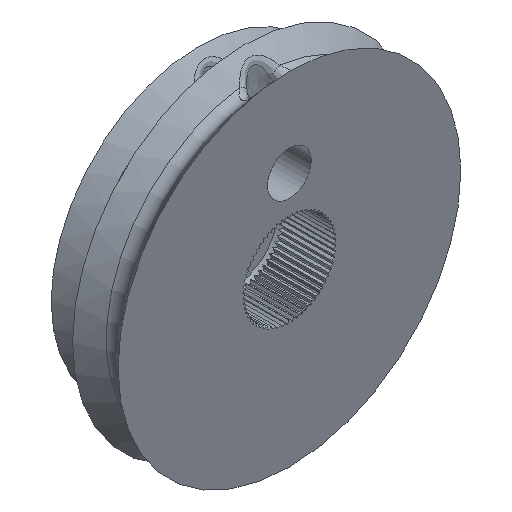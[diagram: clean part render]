
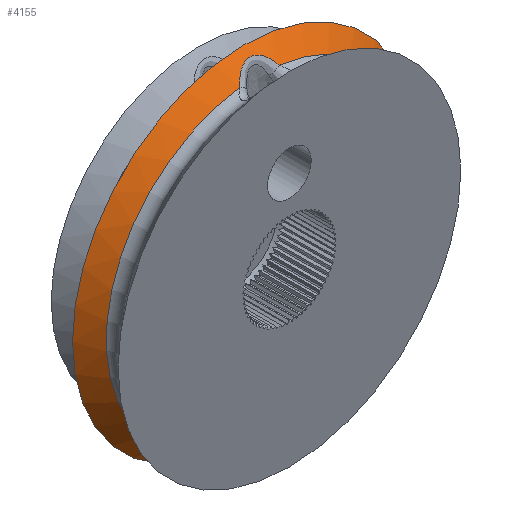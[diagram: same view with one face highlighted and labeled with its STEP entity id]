
A CAD part, isometric view. The second image highlights one B-rep face of the part: STEP entity #4155.
In plain terms, the highlighted conical face has half-angle 49.399 degrees and reference radius 8.561 mm.
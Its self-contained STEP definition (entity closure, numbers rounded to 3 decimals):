
#220=CONICAL_SURFACE('',#4396,8.561,0.862);
#226=LINE('',#6180,#566);
#566=VECTOR('',#4754,8.561);
#910=FACE_OUTER_BOUND('',#1138,.T.);
#1138=EDGE_LOOP('',(#2821,#2822,#2823,#2824,#2825,#2826));
#1378=B_SPLINE_CURVE_WITH_KNOTS('',3,(#6045,#6046,#6047,#6048,#6049,#6050,
#6051,#6052,#6053),.UNSPECIFIED.,.F.,.F.,(4,1,1,1,1,1,4),(-0.269,
-0.221,-0.192,-0.154,-0.115,
-0.077,0.),.UNSPECIFIED.);
#1551=CIRCLE('',#4397,8.082);
#1552=CIRCLE('',#4398,9.039);
#1553=CIRCLE('',#4399,8.082);
#1694=VERTEX_POINT('',#5830);
#1702=VERTEX_POINT('',#5980);
#1704=VERTEX_POINT('',#6177);
#1705=VERTEX_POINT('',#6179);
#2144=EDGE_CURVE('',#1694,#1702,#1378,.T.);
#2148=EDGE_CURVE('',#1694,#1704,#1551,.T.);
#2149=EDGE_CURVE('',#1704,#1705,#226,.T.);
#2150=EDGE_CURVE('',#1705,#1705,#1552,.T.);
#2151=EDGE_CURVE('',#1704,#1702,#1553,.T.);
#2821=ORIENTED_EDGE('',*,*,#2144,.F.);
#2822=ORIENTED_EDGE('',*,*,#2148,.T.);
#2823=ORIENTED_EDGE('',*,*,#2149,.T.);
#2824=ORIENTED_EDGE('',*,*,#2150,.F.);
#2825=ORIENTED_EDGE('',*,*,#2149,.F.);
#2826=ORIENTED_EDGE('',*,*,#2151,.T.);
#4155=ADVANCED_FACE('',(#910),#220,.T.);
#4396=AXIS2_PLACEMENT_3D('',#6176,#4750,#4751);
#4397=AXIS2_PLACEMENT_3D('',#6178,#4752,#4753);
#4398=AXIS2_PLACEMENT_3D('',#6181,#4755,#4756);
#4399=AXIS2_PLACEMENT_3D('',#6182,#4757,#4758);
#4750=DIRECTION('center_axis',(0.,1.,0.));
#4751=DIRECTION('ref_axis',(0.,0.,1.));
#4752=DIRECTION('center_axis',(0.,1.,0.));
#4753=DIRECTION('ref_axis',(0.,0.,1.));
#4754=DIRECTION('',(0.,0.651,-0.759));
#4755=DIRECTION('center_axis',(0.,1.,0.));
#4756=DIRECTION('ref_axis',(1.,0.,0.));
#4757=DIRECTION('center_axis',(0.,1.,0.));
#4758=DIRECTION('ref_axis',(0.,0.,1.));
#5830=CARTESIAN_POINT('',(2.558,34.797,35.799));
#5980=CARTESIAN_POINT('',(0.489,34.797,35.799));
#6045=CARTESIAN_POINT('Ctrl Pts',(2.558,34.797,35.799));
#6046=CARTESIAN_POINT('Ctrl Pts',(2.486,34.887,35.914));
#6047=CARTESIAN_POINT('Ctrl Pts',(2.346,35.023,36.09));
#6048=CARTESIAN_POINT('Ctrl Pts',(2.061,35.189,36.307));
#6049=CARTESIAN_POINT('Ctrl Pts',(1.73,35.293,36.444));
#6050=CARTESIAN_POINT('Ctrl Pts',(1.316,35.293,36.445));
#6051=CARTESIAN_POINT('Ctrl Pts',(0.836,35.142,36.245));
#6052=CARTESIAN_POINT('Ctrl Pts',(0.604,34.941,35.982));
#6053=CARTESIAN_POINT('Ctrl Pts',(0.489,34.797,35.799));
#6176=CARTESIAN_POINT('Origin',(1.523,35.208,27.783));
#6177=CARTESIAN_POINT('',(1.523,34.797,19.701));
#6178=CARTESIAN_POINT('Origin',(1.523,34.797,27.783));
#6179=CARTESIAN_POINT('',(1.523,35.618,18.744));
#6180=CARTESIAN_POINT('',(1.523,35.208,19.222));
#6181=CARTESIAN_POINT('Origin',(1.523,35.618,27.783));
#6182=CARTESIAN_POINT('Origin',(1.523,34.797,27.783));
